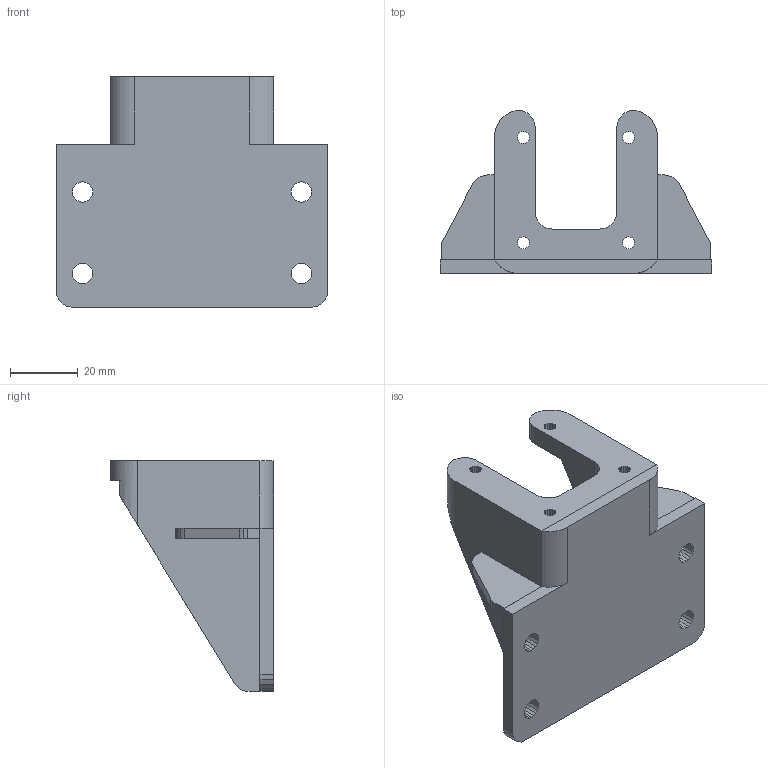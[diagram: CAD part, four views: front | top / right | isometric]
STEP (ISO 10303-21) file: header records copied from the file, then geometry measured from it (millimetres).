
FILE_DESCRIPTION(/* description */ (''),/* implementation_level */ '2;1');
FILE_NAME(/* name */ 'nema17bracket_v2 v3.step',/* time_stamp */ '2021-06-01T09:24:22+02:00',/* author */ (''),/* organization */ (''),/* preprocessor_version */ 'ST-DEVELOPER v18.1',/* originating_system */ 'Autodesk Translation Framework v10.9.0.1377',/* authorisation */ '');
FILE_SCHEMA (('AUTOMOTIVE_DESIGN { 1 0 10303 214 3 1 1 }'));
Length unit declared in the file: millimetre
Products named in the file (1): nema17bracket_v2
Bounding box: 80 x 48 x 68 mm (x, y, z)
Volume: 33455.9 mm3; surface area: 22940.8 mm2
Topology: 4 solids, 4 shells, 251 faces, 739 edges, 496 vertices
Faces by surface type: plane 247, cylinder 4
Entity records: 8265 total; most frequent: CARTESIAN_POINT 1487, ORIENTED_EDGE 1478, DIRECTION 1253, EDGE_CURVE 739, LINE 729, VECTOR 729, VERTEX_POINT 496, EDGE_LOOP 267
